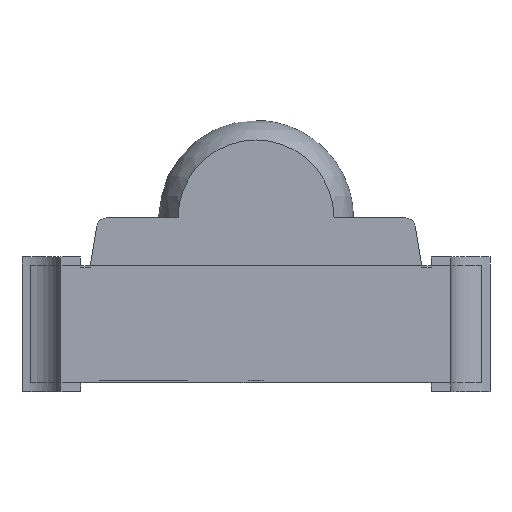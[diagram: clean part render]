
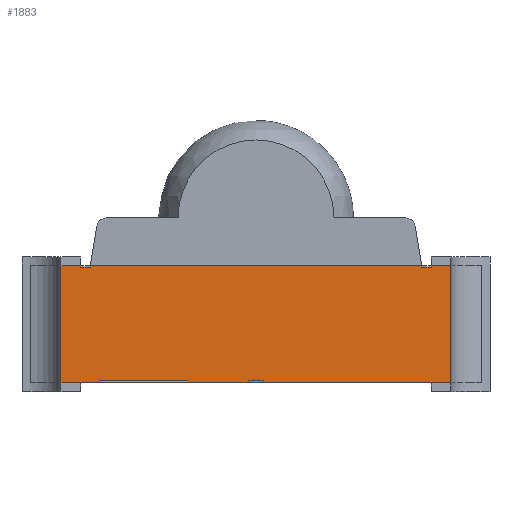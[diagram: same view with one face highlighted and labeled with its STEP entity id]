
A CAD part, front view. The second image highlights one B-rep face of the part: STEP entity #1883.
In plain terms, the highlighted planar face has unit normal (0, -1, 0).
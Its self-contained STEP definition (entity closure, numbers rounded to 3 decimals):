
#42=PLANE('',#2086);
#213=ORIENTED_EDGE('',*,*,#761,.F.);
#214=ORIENTED_EDGE('',*,*,#762,.T.);
#215=ORIENTED_EDGE('',*,*,#752,.F.);
#216=ORIENTED_EDGE('',*,*,#763,.F.);
#217=ORIENTED_EDGE('',*,*,#764,.T.);
#218=ORIENTED_EDGE('',*,*,#765,.T.);
#219=ORIENTED_EDGE('',*,*,#732,.F.);
#220=ORIENTED_EDGE('',*,*,#743,.T.);
#221=ORIENTED_EDGE('',*,*,#741,.T.);
#222=ORIENTED_EDGE('',*,*,#766,.F.);
#223=ORIENTED_EDGE('',*,*,#767,.F.);
#224=ORIENTED_EDGE('',*,*,#768,.T.);
#225=ORIENTED_EDGE('',*,*,#769,.T.);
#226=ORIENTED_EDGE('',*,*,#770,.F.);
#227=ORIENTED_EDGE('',*,*,#771,.F.);
#228=ORIENTED_EDGE('',*,*,#772,.T.);
#229=ORIENTED_EDGE('',*,*,#755,.T.);
#230=ORIENTED_EDGE('',*,*,#773,.F.);
#231=ORIENTED_EDGE('',*,*,#748,.F.);
#232=ORIENTED_EDGE('',*,*,#774,.F.);
#732=EDGE_CURVE('',#1008,#1009,#1189,.T.);
#741=EDGE_CURVE('',#1013,#1017,#1195,.T.);
#743=EDGE_CURVE('',#1008,#1013,#1197,.T.);
#748=EDGE_CURVE('',#1021,#1018,#1201,.T.);
#752=EDGE_CURVE('',#1025,#1023,#1205,.T.);
#755=EDGE_CURVE('',#1028,#1027,#1207,.T.);
#761=EDGE_CURVE('',#1033,#1034,#1211,.T.);
#762=EDGE_CURVE('',#1033,#1023,#1212,.T.);
#763=EDGE_CURVE('',#1035,#1025,#1213,.T.);
#764=EDGE_CURVE('',#1035,#1036,#1214,.T.);
#765=EDGE_CURVE('',#1036,#1009,#1215,.T.);
#766=EDGE_CURVE('',#1037,#1017,#1216,.T.);
#767=EDGE_CURVE('',#1038,#1037,#1217,.T.);
#768=EDGE_CURVE('',#1038,#1039,#1218,.T.);
#769=EDGE_CURVE('',#1039,#1040,#1219,.T.);
#770=EDGE_CURVE('',#1041,#1040,#1220,.T.);
#771=EDGE_CURVE('',#1042,#1041,#1221,.T.);
#772=EDGE_CURVE('',#1042,#1028,#1222,.T.);
#773=EDGE_CURVE('',#1018,#1027,#1223,.T.);
#774=EDGE_CURVE('',#1034,#1021,#1224,.T.);
#1008=VERTEX_POINT('',#2791);
#1009=VERTEX_POINT('',#2793);
#1013=VERTEX_POINT('',#2802);
#1017=VERTEX_POINT('',#2810);
#1018=VERTEX_POINT('',#2817);
#1021=VERTEX_POINT('',#2823);
#1023=VERTEX_POINT('',#2828);
#1025=VERTEX_POINT('',#2832);
#1027=VERTEX_POINT('',#2838);
#1028=VERTEX_POINT('',#2840);
#1033=VERTEX_POINT('',#2852);
#1034=VERTEX_POINT('',#2853);
#1035=VERTEX_POINT('',#2856);
#1036=VERTEX_POINT('',#2858);
#1037=VERTEX_POINT('',#2861);
#1038=VERTEX_POINT('',#2863);
#1039=VERTEX_POINT('',#2865);
#1040=VERTEX_POINT('',#2867);
#1041=VERTEX_POINT('',#2869);
#1042=VERTEX_POINT('',#2871);
#1189=LINE('',#2792,#1417);
#1195=LINE('',#2811,#1423);
#1197=LINE('',#2814,#1425);
#1201=LINE('',#2824,#1429);
#1205=LINE('',#2833,#1433);
#1207=LINE('',#2839,#1435);
#1211=LINE('',#2851,#1439);
#1212=LINE('',#2854,#1440);
#1213=LINE('',#2855,#1441);
#1214=LINE('',#2857,#1442);
#1215=LINE('',#2859,#1443);
#1216=LINE('',#2860,#1444);
#1217=LINE('',#2862,#1445);
#1218=LINE('',#2864,#1446);
#1219=LINE('',#2866,#1447);
#1220=LINE('',#2868,#1448);
#1221=LINE('',#2870,#1449);
#1222=LINE('',#2872,#1450);
#1223=LINE('',#2873,#1451);
#1224=LINE('',#2874,#1452);
#1417=VECTOR('',#2243,1000.);
#1423=VECTOR('',#2257,1000.);
#1425=VECTOR('',#2261,1000.);
#1429=VECTOR('',#2269,1000.);
#1433=VECTOR('',#2275,1000.);
#1435=VECTOR('',#2281,1000.);
#1439=VECTOR('',#2291,1000.);
#1440=VECTOR('',#2292,1000.);
#1441=VECTOR('',#2293,1000.);
#1442=VECTOR('',#2294,1000.);
#1443=VECTOR('',#2295,1000.);
#1444=VECTOR('',#2296,1000.);
#1445=VECTOR('',#2297,1000.);
#1446=VECTOR('',#2298,1000.);
#1447=VECTOR('',#2299,1000.);
#1448=VECTOR('',#2300,1000.);
#1449=VECTOR('',#2301,1000.);
#1450=VECTOR('',#2302,1000.);
#1451=VECTOR('',#2303,1000.);
#1452=VECTOR('',#2304,1000.);
#1649=EDGE_LOOP('',(#213,#214,#215,#216,#217,#218,#219,#220,#221,#222,#223,
#224,#225,#226,#227,#228,#229,#230,#231,#232));
#1757=FACE_BOUND('',#1649,.T.);
#1883=ADVANCED_FACE('',(#1757),#42,.F.);
#2086=AXIS2_PLACEMENT_3D('',#2850,#2289,#2290);
#2243=DIRECTION('',(1.,0.,0.));
#2257=DIRECTION('',(1.,0.,0.));
#2261=DIRECTION('',(0.,0.,-1.));
#2269=DIRECTION('',(1.,0.,0.));
#2275=DIRECTION('',(1.,0.,0.));
#2281=DIRECTION('',(1.,0.,0.));
#2289=DIRECTION('',(0.,1.,0.));
#2290=DIRECTION('',(0.,0.,1.));
#2291=DIRECTION('',(1.,0.,0.));
#2292=DIRECTION('',(0.,0.,1.));
#2293=DIRECTION('',(0.,0.,1.));
#2294=DIRECTION('',(-1.,0.,0.));
#2295=DIRECTION('',(0.,0.,1.));
#2296=DIRECTION('',(0.,0.,-1.));
#2297=DIRECTION('',(-1.,0.,0.));
#2298=DIRECTION('',(0.,0.,-1.));
#2299=DIRECTION('',(1.,0.,0.));
#2300=DIRECTION('',(0.,0.,-1.));
#2301=DIRECTION('',(-1.,0.,0.));
#2302=DIRECTION('',(0.,0.,-1.));
#2303=DIRECTION('',(0.,0.,-1.));
#2304=DIRECTION('',(0.,0.,1.));
#2791=CARTESIAN_POINT('',(-1.,-0.3,0.6));
#2792=CARTESIAN_POINT('',(-1.,-0.3,0.6));
#2793=CARTESIAN_POINT('',(-0.899,-0.3,0.6));
#2802=CARTESIAN_POINT('',(-1.,-0.3,0.));
#2810=CARTESIAN_POINT('',(-0.8,-0.3,0.));
#2811=CARTESIAN_POINT('',(-1.,-0.3,0.));
#2814=CARTESIAN_POINT('',(-1.,-0.3,0.6));
#2817=CARTESIAN_POINT('',(1.,-0.3,0.6));
#2823=CARTESIAN_POINT('',(0.899,-0.3,0.6));
#2824=CARTESIAN_POINT('',(-1.,-0.3,0.6));
#2828=CARTESIAN_POINT('',(0.849,-0.3,0.6));
#2832=CARTESIAN_POINT('',(-0.849,-0.3,0.6));
#2833=CARTESIAN_POINT('',(-1.,-0.3,0.6));
#2838=CARTESIAN_POINT('',(1.,-0.3,0.));
#2839=CARTESIAN_POINT('',(-1.,-0.3,0.));
#2840=CARTESIAN_POINT('',(0.01,-0.3,0.));
#2850=CARTESIAN_POINT('',(-1.,-0.3,0.6));
#2851=CARTESIAN_POINT('',(0.849,-0.3,0.59));
#2852=CARTESIAN_POINT('',(0.849,-0.3,0.59));
#2853=CARTESIAN_POINT('',(0.899,-0.3,0.59));
#2854=CARTESIAN_POINT('',(0.849,-0.3,0.59));
#2855=CARTESIAN_POINT('',(-0.849,-0.3,0.59));
#2856=CARTESIAN_POINT('',(-0.849,-0.3,0.59));
#2857=CARTESIAN_POINT('',(-0.849,-0.3,0.59));
#2858=CARTESIAN_POINT('',(-0.899,-0.3,0.59));
#2859=CARTESIAN_POINT('',(-0.899,-0.3,0.59));
#2860=CARTESIAN_POINT('',(-0.8,-0.3,0.01));
#2861=CARTESIAN_POINT('',(-0.8,-0.3,0.01));
#2862=CARTESIAN_POINT('',(-0.35,-0.3,0.01));
#2863=CARTESIAN_POINT('',(-0.35,-0.3,0.01));
#2864=CARTESIAN_POINT('',(-0.35,-0.3,0.01));
#2865=CARTESIAN_POINT('',(-0.35,-0.3,0.));
#2866=CARTESIAN_POINT('',(-1.,-0.3,0.));
#2867=CARTESIAN_POINT('',(-0.01,-0.3,0.));
#2868=CARTESIAN_POINT('',(-0.01,-0.3,0.01));
#2869=CARTESIAN_POINT('',(-0.01,-0.3,0.01));
#2870=CARTESIAN_POINT('',(-0.01,-0.3,0.01));
#2871=CARTESIAN_POINT('',(0.01,-0.3,0.01));
#2872=CARTESIAN_POINT('',(0.01,-0.3,0.01));
#2873=CARTESIAN_POINT('',(1.,-0.3,0.6));
#2874=CARTESIAN_POINT('',(0.899,-0.3,0.59));
